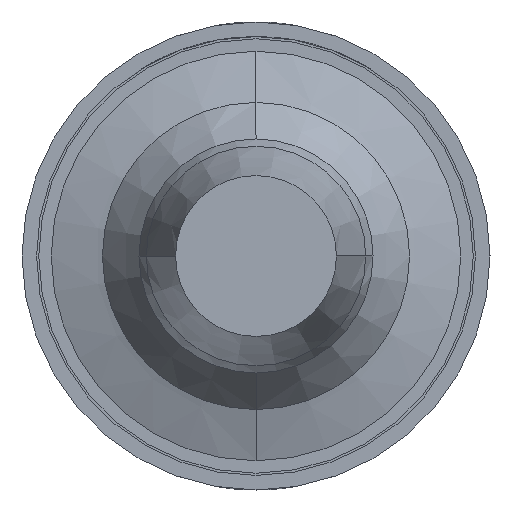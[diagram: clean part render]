
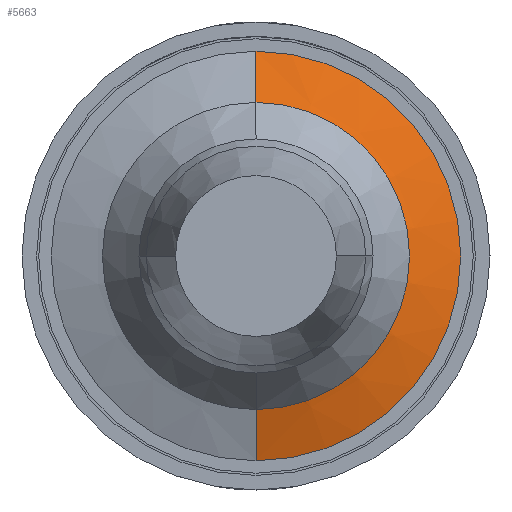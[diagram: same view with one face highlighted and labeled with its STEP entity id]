
A CAD part, front view. The second image highlights one B-rep face of the part: STEP entity #5663.
In plain terms, the highlighted conical face has half-angle 71.565 degrees and reference radius 0.8 mm.
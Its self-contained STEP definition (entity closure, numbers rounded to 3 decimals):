
#26 = CARTESIAN_POINT ( 'NONE',  ( 0., -9.3, -0.8 ) ) ;
#98 = FACE_OUTER_BOUND ( 'NONE', #2078, .T. ) ;
#119 = DIRECTION ( 'NONE',  ( 0., 0., -1. ) ) ;
#142 = ORIENTED_EDGE ( 'NONE', *, *, #594, .T. ) ;
#325 = CARTESIAN_POINT ( 'NONE',  ( 0., -9.3, 0.8 ) ) ;
#349 = CONICAL_SURFACE ( 'NONE', #2012, 0.8, 1.249 ) ;
#536 = ORIENTED_EDGE ( 'NONE', *, *, #3648, .F. ) ;
#594 = EDGE_CURVE ( 'NONE', #4556, #3718, #5756, .T. ) ;
#791 = DIRECTION ( 'NONE',  ( 0., 0.316, 0.949 ) ) ;
#881 = LINE ( 'NONE', #325, #3638 ) ;
#957 = DIRECTION ( 'NONE',  ( 0., 0.316, -0.949 ) ) ;
#1171 = ORIENTED_EDGE ( 'NONE', *, *, #1303, .F. ) ;
#1194 = AXIS2_PLACEMENT_3D ( 'NONE', #3430, #5084, #4491 ) ;
#1303 = EDGE_CURVE ( 'Defeature ausgef�hrt1_45+Defeature ausgef�hrt1_44+Defeature ausgef�hrt1_44+Defeature ausgef�hrt1_44', #6792, #3718, #2238, .T. ) ;
#1361 = CARTESIAN_POINT ( 'NONE',  ( 0., -9.1, 1.4 ) ) ;
#1648 = VECTOR ( 'NONE', #957, 1000. ) ;
#1737 = AXIS2_PLACEMENT_3D ( 'NONE', #6713, #1851, #4508 ) ;
#1851 = DIRECTION ( 'NONE',  ( 0., 1., 0. ) ) ;
#2012 = AXIS2_PLACEMENT_3D ( 'NONE', #4372, #4331, #119 ) ;
#2078 = EDGE_LOOP ( 'NONE', ( #536, #2509, #142, #1171 ) ) ;
#2238 = CIRCLE ( 'NONE', #1194, 1.4 ) ;
#2509 = ORIENTED_EDGE ( 'NONE', *, *, #4829, .T. ) ;
#3042 = CIRCLE ( 'NONE', #1737, 0.8 ) ;
#3096 = CARTESIAN_POINT ( 'NONE',  ( 0., -9.3, -0.8 ) ) ;
#3430 = CARTESIAN_POINT ( 'NONE',  ( 0., -9.1, 0. ) ) ;
#3638 = VECTOR ( 'NONE', #791, 1000. ) ;
#3648 = EDGE_CURVE ( 'NONE', #6173, #6792, #881, .T. ) ;
#3718 = VERTEX_POINT ( 'NONE', #4573 ) ;
#4331 = DIRECTION ( 'NONE',  ( 0., 1., 0. ) ) ;
#4372 = CARTESIAN_POINT ( 'NONE',  ( 0., -9.3, 0. ) ) ;
#4491 = DIRECTION ( 'NONE',  ( 0., 0., -1. ) ) ;
#4508 = DIRECTION ( 'NONE',  ( 0., 0., -1. ) ) ;
#4556 = VERTEX_POINT ( 'NONE', #26 ) ;
#4573 = CARTESIAN_POINT ( 'NONE',  ( 0., -9.1, -1.4 ) ) ;
#4829 = EDGE_CURVE ( 'Defeature ausgef�hrt1_44+Defeature ausgef�hrt1_43+Defeature ausgef�hrt1_43+Defeature ausgef�hrt1_43', #6173, #4556, #3042, .T. ) ;
#5064 = CARTESIAN_POINT ( 'NONE',  ( 0., -9.3, 0.8 ) ) ;
#5084 = DIRECTION ( 'NONE',  ( 0., 1., 0. ) ) ;
#5663 = ADVANCED_FACE ( 'Defeature ausgef�hrt1_44', ( #98 ), #349, .T. ) ;
#5756 = LINE ( 'NONE', #3096, #1648 ) ;
#6173 = VERTEX_POINT ( 'NONE', #5064 ) ;
#6713 = CARTESIAN_POINT ( 'NONE',  ( 0., -9.3, 0. ) ) ;
#6792 = VERTEX_POINT ( 'NONE', #1361 ) ;
